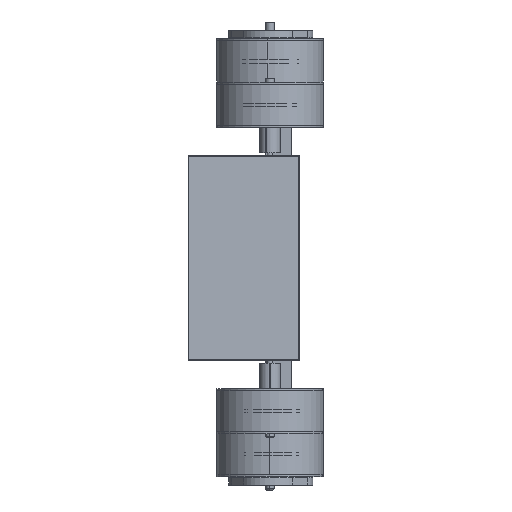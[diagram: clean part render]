
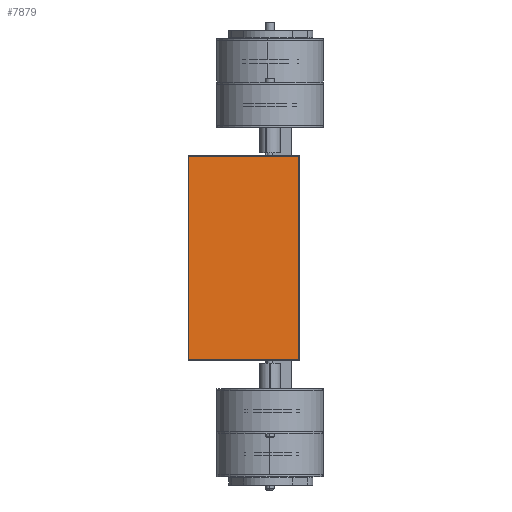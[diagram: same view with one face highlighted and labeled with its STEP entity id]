
A CAD part, left-side view. The second image highlights one B-rep face of the part: STEP entity #7879.
In plain terms, the highlighted face is planar.
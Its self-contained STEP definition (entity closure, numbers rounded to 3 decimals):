
#232 = AXIS2_PLACEMENT_3D ( 'NONE', #5208, #3633, #14872 ) ;
#932 = VECTOR ( 'NONE', #7833, 1000. ) ;
#967 = VERTEX_POINT ( 'NONE', #15673 ) ;
#1256 = DIRECTION ( 'NONE',  ( 0., -1., 0. ) ) ;
#1428 = CARTESIAN_POINT ( 'NONE',  ( 125.922, -52.892, 0. ) ) ;
#1479 = EDGE_CURVE ( 'NONE', #967, #10070, #15811, .T. ) ;
#3633 = DIRECTION ( 'NONE',  ( 0., 0., 1. ) ) ;
#4097 = CARTESIAN_POINT ( 'NONE',  ( 125.922, 55.659, 0. ) ) ;
#4787 = EDGE_CURVE ( 'NONE', #10070, #7059, #10128, .T. ) ;
#5208 = CARTESIAN_POINT ( 'NONE',  ( 0., 0., 0. ) ) ;
#5303 = VERTEX_POINT ( 'NONE', #18505 ) ;
#5980 = ORIENTED_EDGE ( 'NONE', *, *, #1479, .F. ) ;
#6308 = CARTESIAN_POINT ( 'NONE',  ( -74.078, -52.892, 0. ) ) ;
#7059 = VERTEX_POINT ( 'NONE', #8611 ) ;
#7074 = ORIENTED_EDGE ( 'NONE', *, *, #4787, .F. ) ;
#7833 = DIRECTION ( 'NONE',  ( 0., 1., 0. ) ) ;
#7850 = CARTESIAN_POINT ( 'NONE',  ( -74.078, 55.659, 0. ) ) ;
#7879 = ADVANCED_FACE ( 'NONE', ( #14775 ), #13179, .F. ) ;
#7884 = VECTOR ( 'NONE', #19781, 1000. ) ;
#8540 = VECTOR ( 'NONE', #10830, 1000. ) ;
#8611 = CARTESIAN_POINT ( 'NONE',  ( -74.078, 55.659, 0. ) ) ;
#9647 = ORIENTED_EDGE ( 'NONE', *, *, #13062, .F. ) ;
#10032 = CARTESIAN_POINT ( 'NONE',  ( 125.922, 55.659, 0. ) ) ;
#10070 = VERTEX_POINT ( 'NONE', #4097 ) ;
#10128 = LINE ( 'NONE', #10032, #7884 ) ;
#10830 = DIRECTION ( 'NONE',  ( 1., 0., 0. ) ) ;
#11129 = LINE ( 'NONE', #6308, #8540 ) ;
#12466 = LINE ( 'NONE', #7850, #15213 ) ;
#13062 = EDGE_CURVE ( 'NONE', #5303, #967, #11129, .T. ) ;
#13179 = PLANE ( 'NONE',  #232 ) ;
#14365 = ORIENTED_EDGE ( 'NONE', *, *, #19075, .F. ) ;
#14775 = FACE_OUTER_BOUND ( 'NONE', #16224, .T. ) ;
#14872 = DIRECTION ( 'NONE',  ( 1., 0., 0. ) ) ;
#15213 = VECTOR ( 'NONE', #1256, 1000. ) ;
#15673 = CARTESIAN_POINT ( 'NONE',  ( 125.922, -52.892, 0. ) ) ;
#15811 = LINE ( 'NONE', #1428, #932 ) ;
#16224 = EDGE_LOOP ( 'NONE', ( #9647, #14365, #7074, #5980 ) ) ;
#18505 = CARTESIAN_POINT ( 'NONE',  ( -74.078, -52.892, 0. ) ) ;
#19075 = EDGE_CURVE ( 'NONE', #7059, #5303, #12466, .T. ) ;
#19781 = DIRECTION ( 'NONE',  ( -1., 0., 0. ) ) ;
